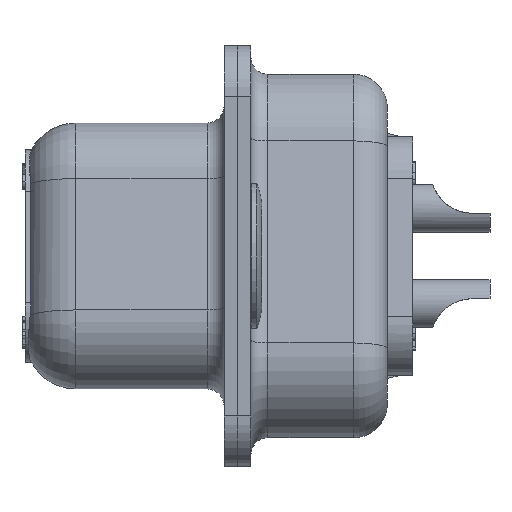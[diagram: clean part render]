
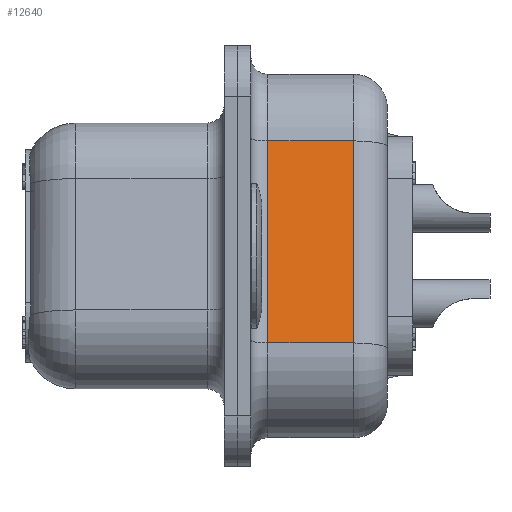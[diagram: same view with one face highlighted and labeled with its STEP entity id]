
A CAD part, left-side view. The second image highlights one B-rep face of the part: STEP entity #12640.
In plain terms, the highlighted face is planar.
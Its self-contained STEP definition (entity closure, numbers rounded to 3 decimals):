
#464 = LINE ( 'NONE', #21157, #16307 ) ;
#508 = VERTEX_POINT ( 'NONE', #9063 ) ;
#995 = LINE ( 'NONE', #28621, #19642 ) ;
#1336 = CARTESIAN_POINT ( 'NONE',  ( 9.564, -0.5, 2.583 ) ) ;
#1813 = AXIS2_PLACEMENT_3D ( 'NONE', #8390, #10187, #13059 ) ;
#2042 = VERTEX_POINT ( 'NONE', #29742 ) ;
#2281 = ORIENTED_EDGE ( 'NONE', *, *, #26119, .T. ) ;
#2831 = ORIENTED_EDGE ( 'NONE', *, *, #24664, .T. ) ;
#3208 = ORIENTED_EDGE ( 'NONE', *, *, #20700, .F. ) ;
#5591 = CARTESIAN_POINT ( 'NONE',  ( 8.506, -3.05, -3.417 ) ) ;
#7953 = DIRECTION ( 'NONE',  ( 0., 1., 0. ) ) ;
#8251 = DIRECTION ( 'NONE',  ( -0.174, 0., -0.985 ) ) ;
#8390 = CARTESIAN_POINT ( 'NONE',  ( 9.564, -4.05, 2.583 ) ) ;
#9063 = CARTESIAN_POINT ( 'NONE',  ( 8.506, -0.5, -3.417 ) ) ;
#10187 = DIRECTION ( 'NONE',  ( -0.985, 0., 0.174 ) ) ;
#10193 = LINE ( 'NONE', #12308, #13243 ) ;
#11897 = EDGE_CURVE ( 'NONE', #28891, #508, #464, .T. ) ;
#12308 = CARTESIAN_POINT ( 'NONE',  ( 9.564, -4.05, 2.583 ) ) ;
#12462 = PLANE ( 'NONE',  #1813 ) ;
#12640 = ADVANCED_FACE ( 'NONE', ( #26507 ), #12462, .F. ) ;
#13059 = DIRECTION ( 'NONE',  ( 0., 1., 0. ) ) ;
#13094 = ORIENTED_EDGE ( 'NONE', *, *, #11897, .T. ) ;
#13243 = VECTOR ( 'NONE', #7953, 1000. ) ;
#14229 = EDGE_LOOP ( 'NONE', ( #13094, #2831, #3208, #2281 ) ) ;
#15943 = VERTEX_POINT ( 'NONE', #26437 ) ;
#16307 = VECTOR ( 'NONE', #16326, 1000. ) ;
#16326 = DIRECTION ( 'NONE',  ( 0., 1., 0. ) ) ;
#19642 = VECTOR ( 'NONE', #8251, 1000. ) ;
#20700 = EDGE_CURVE ( 'NONE', #2042, #15943, #10193, .T. ) ;
#21157 = CARTESIAN_POINT ( 'NONE',  ( 8.506, -4.05, -3.417 ) ) ;
#23936 = VECTOR ( 'NONE', #29103, 1000. ) ;
#24664 = EDGE_CURVE ( 'NONE', #508, #15943, #24735, .T. ) ;
#24735 = LINE ( 'NONE', #1336, #23936 ) ;
#26119 = EDGE_CURVE ( 'NONE', #2042, #28891, #995, .T. ) ;
#26437 = CARTESIAN_POINT ( 'NONE',  ( 9.564, -0.5, 2.583 ) ) ;
#26507 = FACE_OUTER_BOUND ( 'NONE', #14229, .T. ) ;
#28621 = CARTESIAN_POINT ( 'NONE',  ( 9.564, -3.05, 2.583 ) ) ;
#28891 = VERTEX_POINT ( 'NONE', #5591 ) ;
#29103 = DIRECTION ( 'NONE',  ( 0.174, 0., 0.985 ) ) ;
#29742 = CARTESIAN_POINT ( 'NONE',  ( 9.564, -3.05, 2.583 ) ) ;
